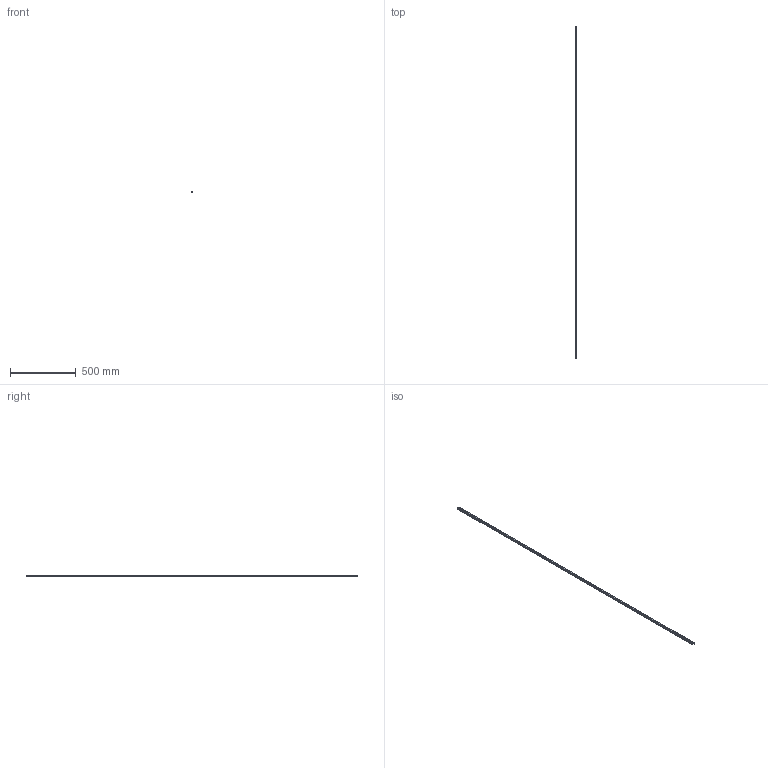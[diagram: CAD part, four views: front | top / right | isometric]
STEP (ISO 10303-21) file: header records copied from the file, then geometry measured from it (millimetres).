
FILE_DESCRIPTION(('STEP AP214'),'1');
FILE_NAME('cctmp_AC6BF570-4184-4835-AF11-04AC4D4163A8_2020_4_23_11_0_8_454..stp','2020-04-23T09:00:08',('HIWIN GmbH'),('CADClick - www.CADClick.com'),'Spatial InterOp 3D',' ','unknown authorization');
FILE_SCHEMA(('AUTOMOTIVE_DESIGN'));
Length unit declared in the file: millimetre
Products named in the file (1): HGR15R2520H_FILE
Bounding box: 15 x 2520 x 15 mm (x, y, z)
Volume: 463005.2 mm3; surface area: 167822.5 mm2
Topology: 1 solids, 1 shells, 493 faces, 1083 edges, 722 vertices
Faces by surface type: cylinder 278, plane 215
Entity records: 17761 total; most frequent: DIRECTION 2627, CARTESIAN_POINT 2299, ORIENTED_EDGE 2166, EDGE_CURVE 1083, AXIS2_PLACEMENT_3D 1050, VERTEX_POINT 722, EDGE_LOOP 623, CIRCLE 556
